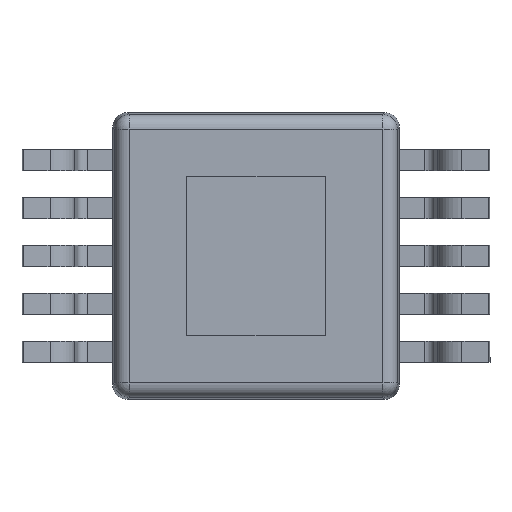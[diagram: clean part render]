
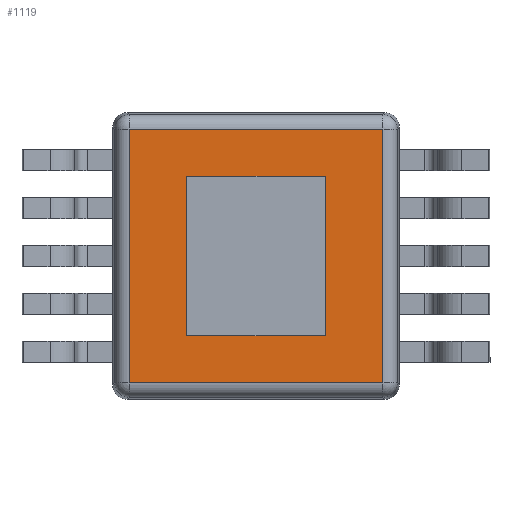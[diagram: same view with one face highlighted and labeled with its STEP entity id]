
A CAD part, front view. The second image highlights one B-rep face of the part: STEP entity #1119.
In plain terms, the highlighted planar face has unit normal (0, -1, 0).
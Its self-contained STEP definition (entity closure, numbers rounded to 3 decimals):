
#37 = ORIENTED_EDGE ( 'NONE', *, *, #5379, .T. ) ;
#127 = VECTOR ( 'NONE', #1561, 1000. ) ;
#162 = CARTESIAN_POINT ( 'NONE',  ( 0.722, 0.15, 0.838 ) ) ;
#223 = CARTESIAN_POINT ( 'NONE',  ( -1.329, 0.15, -1.329 ) ) ;
#234 = CARTESIAN_POINT ( 'NONE',  ( -0.723, 0.15, 0.837 ) ) ;
#362 = FACE_OUTER_BOUND ( 'NONE', #5314, .T. ) ;
#512 = VECTOR ( 'NONE', #1476, 1000. ) ;
#593 = VECTOR ( 'NONE', #4777, 1000. ) ;
#612 = VECTOR ( 'NONE', #1953, 1000. ) ;
#669 = VERTEX_POINT ( 'NONE', #2882 ) ;
#837 = EDGE_CURVE ( 'NONE', #3044, #5386, #3072, .T. ) ;
#1001 = DIRECTION ( 'NONE',  ( 0., 0., 1. ) ) ;
#1119 = ADVANCED_FACE ( 'NONE', ( #5704, #362 ), #4128, .T. ) ;
#1171 = LINE ( 'NONE', #162, #127 ) ;
#1180 = ORIENTED_EDGE ( 'NONE', *, *, #1681, .T. ) ;
#1195 = VERTEX_POINT ( 'NONE', #4171 ) ;
#1309 = DIRECTION ( 'NONE',  ( 0., -1., 0. ) ) ;
#1398 = LINE ( 'NONE', #1416, #512 ) ;
#1416 = CARTESIAN_POINT ( 'NONE',  ( -1.466, 0.15, 1.329 ) ) ;
#1476 = DIRECTION ( 'NONE',  ( -1., 0., 0. ) ) ;
#1526 = AXIS2_PLACEMENT_3D ( 'NONE', #2762, #1309, #3621 ) ;
#1561 = DIRECTION ( 'NONE',  ( -1., 0., 0. ) ) ;
#1681 = EDGE_CURVE ( 'NONE', #5546, #3044, #4413, .T. ) ;
#1834 = VECTOR ( 'NONE', #1001, 1000. ) ;
#1859 = LINE ( 'NONE', #5708, #593 ) ;
#1868 = LINE ( 'NONE', #2032, #3483 ) ;
#1953 = DIRECTION ( 'NONE',  ( 0., 0., 1. ) ) ;
#2028 = ORIENTED_EDGE ( 'NONE', *, *, #2194, .F. ) ;
#2032 = CARTESIAN_POINT ( 'NONE',  ( -0.723, 0.15, 0.837 ) ) ;
#2050 = CARTESIAN_POINT ( 'NONE',  ( 1.466, 0.15, -1.329 ) ) ;
#2194 = EDGE_CURVE ( 'NONE', #4143, #1195, #3596, .T. ) ;
#2350 = CARTESIAN_POINT ( 'NONE',  ( 0.723, 0.15, -0.837 ) ) ;
#2464 = ORIENTED_EDGE ( 'NONE', *, *, #3611, .F. ) ;
#2589 = VERTEX_POINT ( 'NONE', #3877 ) ;
#2762 = CARTESIAN_POINT ( 'NONE',  ( 0., 0.15, 0. ) ) ;
#2882 = CARTESIAN_POINT ( 'NONE',  ( -1.329, 0.15, 1.329 ) ) ;
#2938 = CARTESIAN_POINT ( 'NONE',  ( 1.329, 0.15, 1.466 ) ) ;
#3027 = ORIENTED_EDGE ( 'NONE', *, *, #837, .T. ) ;
#3044 = VERTEX_POINT ( 'NONE', #3459 ) ;
#3072 = LINE ( 'NONE', #2938, #1834 ) ;
#3279 = ORIENTED_EDGE ( 'NONE', *, *, #4127, .F. ) ;
#3304 = DIRECTION ( 'NONE',  ( 1., 0., 0. ) ) ;
#3459 = CARTESIAN_POINT ( 'NONE',  ( 1.329, 0.15, -1.329 ) ) ;
#3483 = VECTOR ( 'NONE', #4810, 1000. ) ;
#3596 = LINE ( 'NONE', #2350, #5482 ) ;
#3611 = EDGE_CURVE ( 'NONE', #1195, #2589, #4297, .T. ) ;
#3621 = DIRECTION ( 'NONE',  ( 1., 0., 0. ) ) ;
#3877 = CARTESIAN_POINT ( 'NONE',  ( 0.722, 0.15, 0.838 ) ) ;
#3880 = CARTESIAN_POINT ( 'NONE',  ( 0.722, 0.15, 0.838 ) ) ;
#4127 = EDGE_CURVE ( 'NONE', #5013, #4143, #1868, .T. ) ;
#4128 = PLANE ( 'NONE',  #1526 ) ;
#4143 = VERTEX_POINT ( 'NONE', #4358 ) ;
#4171 = CARTESIAN_POINT ( 'NONE',  ( 0.723, 0.15, -0.837 ) ) ;
#4297 = LINE ( 'NONE', #3880, #612 ) ;
#4334 = EDGE_LOOP ( 'NONE', ( #2028, #3279, #5147, #2464 ) ) ;
#4358 = CARTESIAN_POINT ( 'NONE',  ( -0.722, 0.15, -0.838 ) ) ;
#4413 = LINE ( 'NONE', #2050, #5187 ) ;
#4708 = CARTESIAN_POINT ( 'NONE',  ( 1.329, 0.15, 1.329 ) ) ;
#4777 = DIRECTION ( 'NONE',  ( 0., 0., -1. ) ) ;
#4810 = DIRECTION ( 'NONE',  ( 0., 0., -1. ) ) ;
#4928 = EDGE_CURVE ( 'NONE', #669, #5546, #1859, .T. ) ;
#5004 = ORIENTED_EDGE ( 'NONE', *, *, #4928, .T. ) ;
#5013 = VERTEX_POINT ( 'NONE', #234 ) ;
#5147 = ORIENTED_EDGE ( 'NONE', *, *, #5461, .F. ) ;
#5187 = VECTOR ( 'NONE', #5286, 1000. ) ;
#5286 = DIRECTION ( 'NONE',  ( 1., 0., 0. ) ) ;
#5314 = EDGE_LOOP ( 'NONE', ( #5004, #1180, #3027, #37 ) ) ;
#5379 = EDGE_CURVE ( 'NONE', #5386, #669, #1398, .T. ) ;
#5386 = VERTEX_POINT ( 'NONE', #4708 ) ;
#5461 = EDGE_CURVE ( 'NONE', #2589, #5013, #1171, .T. ) ;
#5482 = VECTOR ( 'NONE', #3304, 1000. ) ;
#5546 = VERTEX_POINT ( 'NONE', #223 ) ;
#5704 = FACE_BOUND ( 'NONE', #4334, .T. ) ;
#5708 = CARTESIAN_POINT ( 'NONE',  ( -1.329, 0.15, -1.466 ) ) ;
